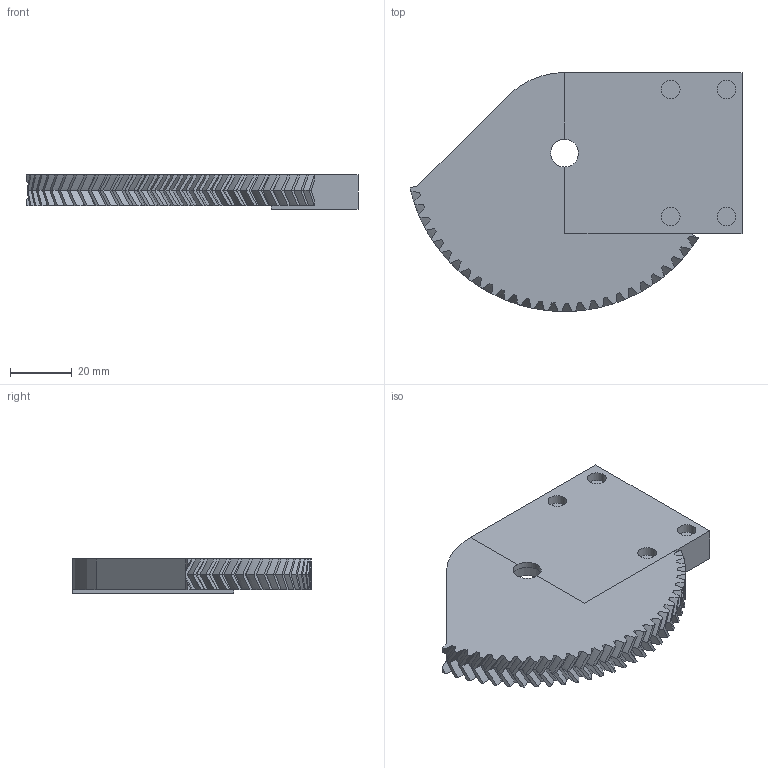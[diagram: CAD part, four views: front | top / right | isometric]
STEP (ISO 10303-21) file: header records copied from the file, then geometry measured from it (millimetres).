
FILE_DESCRIPTION(('FreeCAD Model'),'2;1');
FILE_NAME('pitch-gear.step', '2019-10-22T22:32:16',('Author'),(''), 'Open CASCADE STEP processor 7.3','FreeCAD','Unknown');
FILE_SCHEMA(('AUTOMOTIVE_DESIGN { 1 0 10303 214 1 1 1 1 }'));
Length unit declared in the file: millimetre
Products named in the file (1): Pocket045
Bounding box: 107.11 x 77.08 x 11 mm (x, y, z)
Volume: 59143.1 mm3; surface area: 17929.6 mm2
Topology: 1 solids, 1 shells, 274 faces, 677 edges, 414 vertices
Faces by surface type: bspline 226, plane 35, cylinder 13
Full cylindrical faces by diameter (mm): 3.2 x6, 6 x4, 9 x1, 22.2 x1
Entity records: 25082 total; most frequent: CARTESIAN_POINT 15446, B_SPLINE_CURVE_WITH_KNOTS 1786, ORIENTED_EDGE 1354, PCURVE 1354, DEFINITIONAL_REPRESENTATION 1354, EDGE_CURVE 677, SURFACE_CURVE 665, VERTEX_POINT 414
